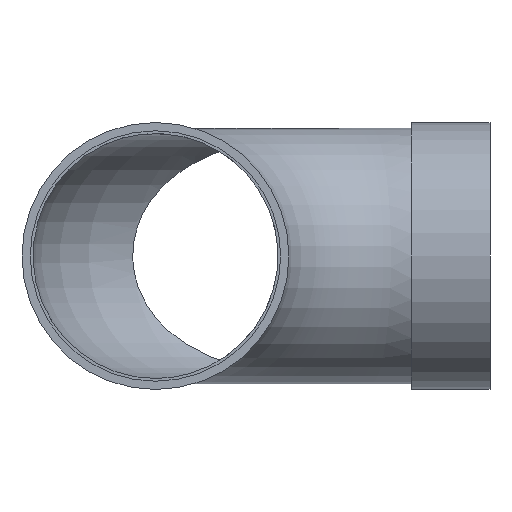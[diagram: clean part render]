
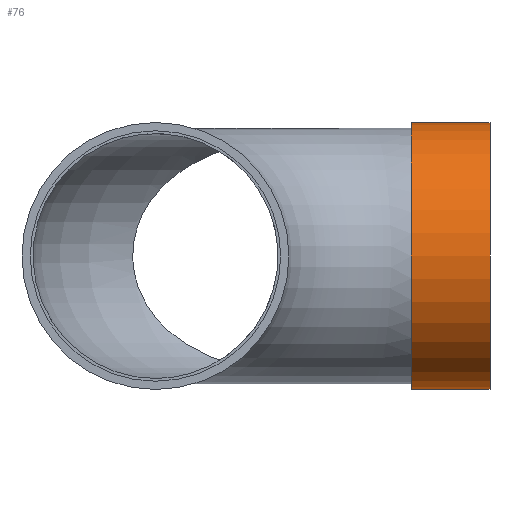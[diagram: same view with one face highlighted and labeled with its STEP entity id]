
A CAD part, left-side view. The second image highlights one B-rep face of the part: STEP entity #76.
In plain terms, the highlighted cylindrical face has radius 73 mm (diameter 146 mm), a full revolution.
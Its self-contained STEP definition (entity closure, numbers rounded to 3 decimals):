
#76 = ADVANCED_FACE( '', ( #159, #160 ), #161, .T. );
#159 = FACE_OUTER_BOUND( '', #265, .T. );
#160 = FACE_OUTER_BOUND( '', #266, .T. );
#161 = CYLINDRICAL_SURFACE( '', #267, 73. );
#265 = EDGE_LOOP( '', ( #367 ) );
#266 = EDGE_LOOP( '', ( #368 ) );
#267 = AXIS2_PLACEMENT_3D( '', #369, #370, #371 );
#367 = ORIENTED_EDGE( '', *, *, #498, .T. );
#368 = ORIENTED_EDGE( '', *, *, #507, .F. );
#369 = CARTESIAN_POINT( '', ( 0., 0., 0. ) );
#370 = DIRECTION( '', ( 0., 1., 0. ) );
#371 = DIRECTION( '', ( 0., 0., -1. ) );
#498 = EDGE_CURVE( '', #551, #551, #552, .T. );
#507 = EDGE_CURVE( '', #566, #566, #567, .T. );
#551 = VERTEX_POINT( '', #626 );
#552 = CIRCLE( '', #627, 73. );
#566 = VERTEX_POINT( '', #1007 );
#567 = CIRCLE( '', #1008, 73. );
#626 = CARTESIAN_POINT( '', ( 0., 43., -73. ) );
#627 = AXIS2_PLACEMENT_3D( '', #1441, #1442, #1443 );
#1007 = CARTESIAN_POINT( '', ( 0., 0., -73. ) );
#1008 = AXIS2_PLACEMENT_3D( '', #1450, #1451, #1452 );
#1441 = CARTESIAN_POINT( '', ( 0., 43., 0. ) );
#1442 = DIRECTION( '', ( 0., -1., 0. ) );
#1443 = DIRECTION( '', ( 0., 0., -1. ) );
#1450 = CARTESIAN_POINT( '', ( 0., 0., 0. ) );
#1451 = DIRECTION( '', ( 0., -1., 0. ) );
#1452 = DIRECTION( '', ( 0., 0., -1. ) );
